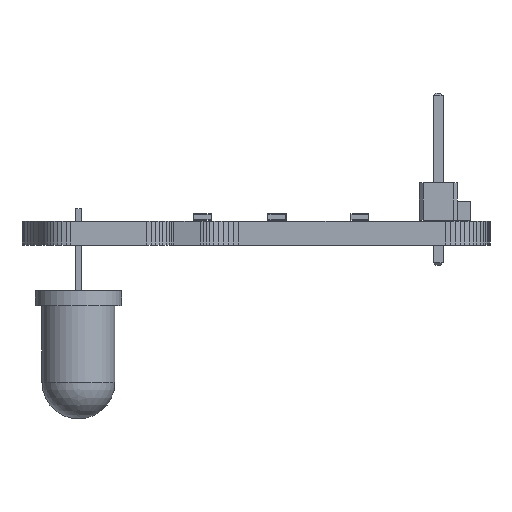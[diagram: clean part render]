
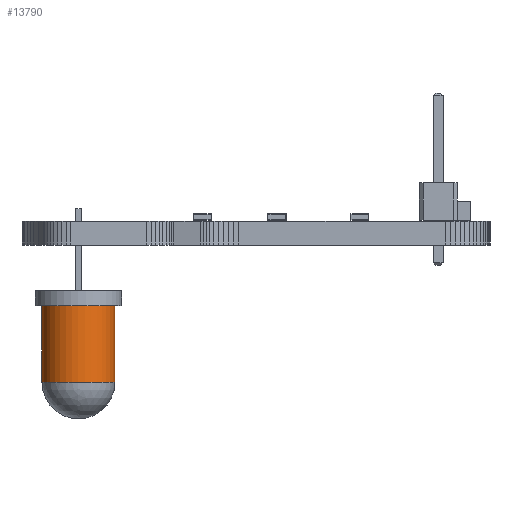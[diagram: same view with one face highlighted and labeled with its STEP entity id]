
A CAD part, left-side view. The second image highlights one B-rep face of the part: STEP entity #13790.
In plain terms, the highlighted cylindrical face has radius 2.45 mm (diameter 4.9 mm), a full revolution.
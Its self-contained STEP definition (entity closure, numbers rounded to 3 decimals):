
#13667 = VERTEX_POINT('',#13668);
#13668 = CARTESIAN_POINT('',(3.72,0.,9.15));
#13678 = SPHERICAL_SURFACE('',#13679,2.45);
#13679 = AXIS2_PLACEMENT_3D('',#13680,#13681,#13682);
#13680 = CARTESIAN_POINT('',(1.27,0.,9.15));
#13681 = DIRECTION('',(0.,0.,1.));
#13682 = DIRECTION('',(1.,0.,0.));
#13742 = EDGE_CURVE('',#13667,#13667,#13743,.T.);
#13743 = SURFACE_CURVE('',#13744,(#13749,#13778),.PCURVE_S1.);
#13744 = CIRCLE('',#13745,2.45);
#13745 = AXIS2_PLACEMENT_3D('',#13746,#13747,#13748);
#13746 = CARTESIAN_POINT('',(1.27,0.,9.15));
#13747 = DIRECTION('',(0.,0.,-1.));
#13748 = DIRECTION('',(1.,0.,0.));
#13749 = PCURVE('',#13678,#13750);
#13750 = DEFINITIONAL_REPRESENTATION('',(#13751),#13777);
#13751 = B_SPLINE_CURVE_WITH_KNOTS('',3,(#13752,#13753,#13754,#13755,
    #13756,#13757,#13758,#13759,#13760,#13761,#13762,#13763,#13764,
    #13765,#13766,#13767,#13768,#13769,#13770,#13771,#13772,#13773,
    #13774,#13775,#13776),.UNSPECIFIED.,.F.,.F.,(4,1,1,1,1,1,1,1,1,1,1,1
    ,1,1,1,1,1,1,1,1,1,1,4),(0.,0.286,0.571,
    0.857,1.142,1.428,1.714,
    1.999,2.285,2.57,2.856,
    3.142,3.427,3.713,3.998,
    4.284,4.57,4.855,5.141,
    5.426,5.712,5.998,6.283),
  .QUASI_UNIFORM_KNOTS.);
#13752 = CARTESIAN_POINT('',(6.283,0.));
#13753 = CARTESIAN_POINT('',(6.188,0.));
#13754 = CARTESIAN_POINT('',(5.998,0.));
#13755 = CARTESIAN_POINT('',(5.712,0.));
#13756 = CARTESIAN_POINT('',(5.426,0.));
#13757 = CARTESIAN_POINT('',(5.141,0.));
#13758 = CARTESIAN_POINT('',(4.855,0.));
#13759 = CARTESIAN_POINT('',(4.57,0.));
#13760 = CARTESIAN_POINT('',(4.284,0.));
#13761 = CARTESIAN_POINT('',(3.998,0.));
#13762 = CARTESIAN_POINT('',(3.713,0.));
#13763 = CARTESIAN_POINT('',(3.427,0.));
#13764 = CARTESIAN_POINT('',(3.142,0.));
#13765 = CARTESIAN_POINT('',(2.856,0.));
#13766 = CARTESIAN_POINT('',(2.57,0.));
#13767 = CARTESIAN_POINT('',(2.285,0.));
#13768 = CARTESIAN_POINT('',(1.999,0.));
#13769 = CARTESIAN_POINT('',(1.714,0.));
#13770 = CARTESIAN_POINT('',(1.428,0.));
#13771 = CARTESIAN_POINT('',(1.142,0.));
#13772 = CARTESIAN_POINT('',(0.857,0.));
#13773 = CARTESIAN_POINT('',(0.571,0.));
#13774 = CARTESIAN_POINT('',(0.286,0.));
#13775 = CARTESIAN_POINT('',(0.095,0.));
#13776 = CARTESIAN_POINT('',(0.,0.));
#13777 = ( GEOMETRIC_REPRESENTATION_CONTEXT(2) 
PARAMETRIC_REPRESENTATION_CONTEXT() REPRESENTATION_CONTEXT('2D SPACE',''
  ) );
#13778 = PCURVE('',#13779,#13784);
#13779 = CYLINDRICAL_SURFACE('',#13780,2.45);
#13780 = AXIS2_PLACEMENT_3D('',#13781,#13782,#13783);
#13781 = CARTESIAN_POINT('',(1.27,0.,9.15));
#13782 = DIRECTION('',(0.,0.,-1.));
#13783 = DIRECTION('',(1.,0.,0.));
#13784 = DEFINITIONAL_REPRESENTATION('',(#13785),#13789);
#13785 = LINE('',#13786,#13787);
#13786 = CARTESIAN_POINT('',(0.,0.));
#13787 = VECTOR('',#13788,1.);
#13788 = DIRECTION('',(1.,0.));
#13789 = ( GEOMETRIC_REPRESENTATION_CONTEXT(2) 
PARAMETRIC_REPRESENTATION_CONTEXT() REPRESENTATION_CONTEXT('2D SPACE',''
  ) );
#13790 = ADVANCED_FACE('',(#13791),#13779,.T.);
#13791 = FACE_BOUND('',#13792,.T.);
#13792 = EDGE_LOOP('',(#13793,#13816,#13817,#13818));
#13793 = ORIENTED_EDGE('',*,*,#13794,.F.);
#13794 = EDGE_CURVE('',#13667,#13795,#13797,.T.);
#13795 = VERTEX_POINT('',#13796);
#13796 = CARTESIAN_POINT('',(3.72,0.,4.));
#13797 = SEAM_CURVE('',#13798,(#13802,#13809),.PCURVE_S1.);
#13798 = LINE('',#13799,#13800);
#13799 = CARTESIAN_POINT('',(3.72,0.,9.15));
#13800 = VECTOR('',#13801,1.);
#13801 = DIRECTION('',(0.,0.,-1.));
#13802 = PCURVE('',#13779,#13803);
#13803 = DEFINITIONAL_REPRESENTATION('',(#13804),#13808);
#13804 = LINE('',#13805,#13806);
#13805 = CARTESIAN_POINT('',(0.,0.));
#13806 = VECTOR('',#13807,1.);
#13807 = DIRECTION('',(0.,1.));
#13808 = ( GEOMETRIC_REPRESENTATION_CONTEXT(2) 
PARAMETRIC_REPRESENTATION_CONTEXT() REPRESENTATION_CONTEXT('2D SPACE',''
  ) );
#13809 = PCURVE('',#13779,#13810);
#13810 = DEFINITIONAL_REPRESENTATION('',(#13811),#13815);
#13811 = LINE('',#13812,#13813);
#13812 = CARTESIAN_POINT('',(6.283,0.));
#13813 = VECTOR('',#13814,1.);
#13814 = DIRECTION('',(0.,1.));
#13815 = ( GEOMETRIC_REPRESENTATION_CONTEXT(2) 
PARAMETRIC_REPRESENTATION_CONTEXT() REPRESENTATION_CONTEXT('2D SPACE',''
  ) );
#13816 = ORIENTED_EDGE('',*,*,#13742,.T.);
#13817 = ORIENTED_EDGE('',*,*,#13794,.T.);
#13818 = ORIENTED_EDGE('',*,*,#13819,.F.);
#13819 = EDGE_CURVE('',#13795,#13795,#13820,.T.);
#13820 = SURFACE_CURVE('',#13821,(#13826,#13833),.PCURVE_S1.);
#13821 = CIRCLE('',#13822,2.45);
#13822 = AXIS2_PLACEMENT_3D('',#13823,#13824,#13825);
#13823 = CARTESIAN_POINT('',(1.27,0.,4.));
#13824 = DIRECTION('',(0.,0.,-1.));
#13825 = DIRECTION('',(1.,0.,0.));
#13826 = PCURVE('',#13779,#13827);
#13827 = DEFINITIONAL_REPRESENTATION('',(#13828),#13832);
#13828 = LINE('',#13829,#13830);
#13829 = CARTESIAN_POINT('',(0.,5.15));
#13830 = VECTOR('',#13831,1.);
#13831 = DIRECTION('',(1.,0.));
#13832 = ( GEOMETRIC_REPRESENTATION_CONTEXT(2) 
PARAMETRIC_REPRESENTATION_CONTEXT() REPRESENTATION_CONTEXT('2D SPACE',''
  ) );
#13833 = PCURVE('',#13834,#13839);
#13834 = PLANE('',#13835);
#13835 = AXIS2_PLACEMENT_3D('',#13836,#13837,#13838);
#13836 = CARTESIAN_POINT('',(-1.23,-1.47,4.));
#13837 = DIRECTION('',(0.,0.,-1.));
#13838 = DIRECTION('',(-1.,0.,0.));
#13839 = DEFINITIONAL_REPRESENTATION('',(#13840),#13844);
#13840 = CIRCLE('',#13841,2.45);
#13841 = AXIS2_PLACEMENT_2D('',#13842,#13843);
#13842 = CARTESIAN_POINT('',(-2.5,1.47));
#13843 = DIRECTION('',(-1.,0.));
#13844 = ( GEOMETRIC_REPRESENTATION_CONTEXT(2) 
PARAMETRIC_REPRESENTATION_CONTEXT() REPRESENTATION_CONTEXT('2D SPACE',''
  ) );
